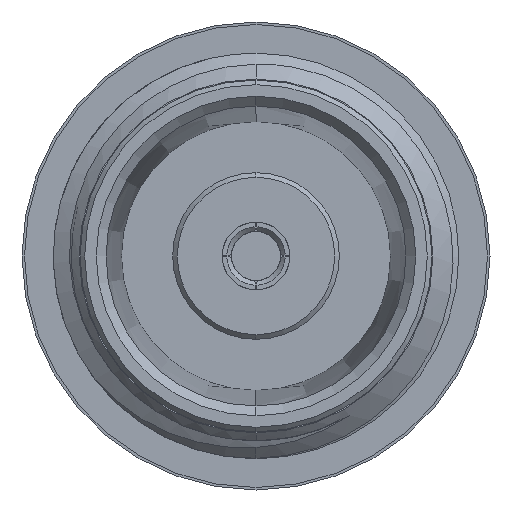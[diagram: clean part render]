
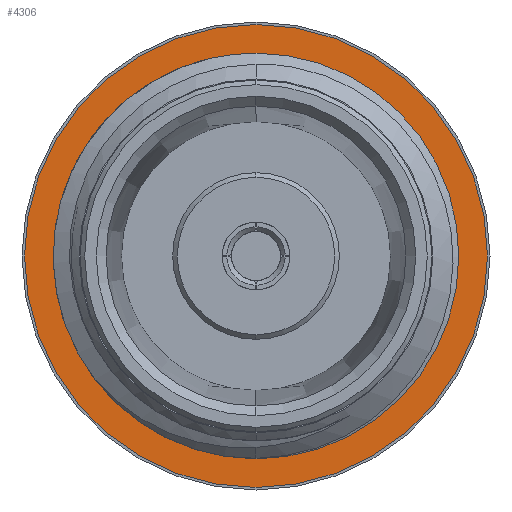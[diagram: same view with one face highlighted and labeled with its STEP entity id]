
A CAD part, left-side view. The second image highlights one B-rep face of the part: STEP entity #4306.
In plain terms, the highlighted planar face has unit normal (-1, 0, 0).
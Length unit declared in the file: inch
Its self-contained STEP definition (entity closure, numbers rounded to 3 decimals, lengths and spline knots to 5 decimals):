
#210 = EDGE_CURVE ( 'NONE', #13041, #12871, #12286, .T. ) ;
#393 = VERTEX_POINT ( 'NONE', #9796 ) ;
#648 = AXIS2_PLACEMENT_3D ( 'NONE', #12591, #13656, #9972 ) ;
#830 = DIRECTION ( 'NONE',  ( 0., -1., 0. ) ) ;
#1325 = EDGE_LOOP ( 'NONE', ( #10803, #1864 ) ) ;
#1864 = ORIENTED_EDGE ( 'NONE', *, *, #10323, .F. ) ;
#1926 = CARTESIAN_POINT ( 'NONE',  ( 0.43, 0., 0. ) ) ;
#2032 = ORIENTED_EDGE ( 'NONE', *, *, #11584, .F. ) ;
#2932 = DIRECTION ( 'NONE',  ( -1., 0., 0. ) ) ;
#2962 = PLANE ( 'NONE',  #8847 ) ;
#2986 = CARTESIAN_POINT ( 'NONE',  ( 0.43, 0., 0. ) ) ;
#3137 = CARTESIAN_POINT ( 'NONE',  ( 0.43, 0., 0. ) ) ;
#3184 = DIRECTION ( 'NONE',  ( -1., 0., 0. ) ) ;
#4306 = ADVANCED_FACE ( 'NONE', ( #14079, #9504 ), #2962, .T. ) ;
#4890 = EDGE_CURVE ( 'NONE', #393, #7507, #9684, .T. ) ;
#5122 = ORIENTED_EDGE ( 'NONE', *, *, #4890, .F. ) ;
#5232 = DIRECTION ( 'NONE',  ( 1., 0., 0. ) ) ;
#5967 = EDGE_LOOP ( 'NONE', ( #5122, #2032 ) ) ;
#6365 = CARTESIAN_POINT ( 'NONE',  ( 0.43, 0., -0.19 ) ) ;
#6407 = AXIS2_PLACEMENT_3D ( 'NONE', #11694, #5232, #7308 ) ;
#7308 = DIRECTION ( 'NONE',  ( 0., 1., 0. ) ) ;
#7462 = DIRECTION ( 'NONE',  ( -1., 0., 0. ) ) ;
#7507 = VERTEX_POINT ( 'NONE', #9801 ) ;
#7958 = DIRECTION ( 'NONE',  ( 0., -1., 0. ) ) ;
#8054 = AXIS2_PLACEMENT_3D ( 'NONE', #2986, #2932, #8428 ) ;
#8428 = DIRECTION ( 'NONE',  ( 0., -1., 0. ) ) ;
#8847 = AXIS2_PLACEMENT_3D ( 'NONE', #1926, #7462, #830 ) ;
#9504 = FACE_OUTER_BOUND ( 'NONE', #5967, .T. ) ;
#9684 = CIRCLE ( 'NONE', #6407, 0.25 ) ;
#9796 = CARTESIAN_POINT ( 'NONE',  ( 0.43, 0.25, 0. ) ) ;
#9801 = CARTESIAN_POINT ( 'NONE',  ( 0.43, -0.25, 0. ) ) ;
#9972 = DIRECTION ( 'NONE',  ( 0., 1., 0. ) ) ;
#10323 = EDGE_CURVE ( 'NONE', #12871, #13041, #13829, .T. ) ;
#10433 = CIRCLE ( 'NONE', #648, 0.25 ) ;
#10803 = ORIENTED_EDGE ( 'NONE', *, *, #210, .F. ) ;
#11584 = EDGE_CURVE ( 'NONE', #7507, #393, #10433, .T. ) ;
#11694 = CARTESIAN_POINT ( 'NONE',  ( 0.43, 0., 0. ) ) ;
#12286 = CIRCLE ( 'NONE', #13876, 0.19 ) ;
#12591 = CARTESIAN_POINT ( 'NONE',  ( 0.43, 0., 0. ) ) ;
#12871 = VERTEX_POINT ( 'NONE', #6365 ) ;
#13041 = VERTEX_POINT ( 'NONE', #13391 ) ;
#13391 = CARTESIAN_POINT ( 'NONE',  ( 0.43, 0., 0.19 ) ) ;
#13656 = DIRECTION ( 'NONE',  ( 1., 0., 0. ) ) ;
#13829 = CIRCLE ( 'NONE', #8054, 0.19 ) ;
#13876 = AXIS2_PLACEMENT_3D ( 'NONE', #3137, #3184, #7958 ) ;
#14079 = FACE_BOUND ( 'NONE', #1325, .T. ) ;
